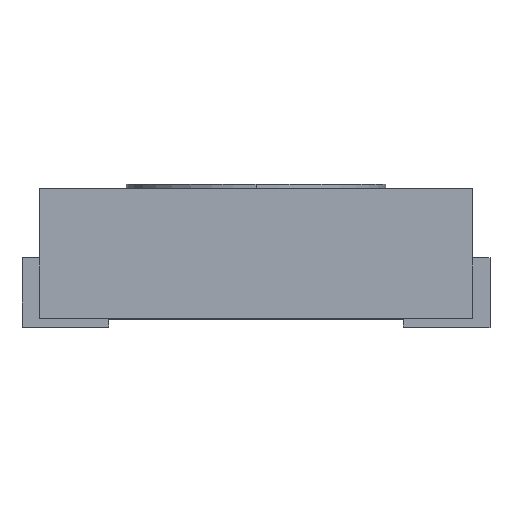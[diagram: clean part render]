
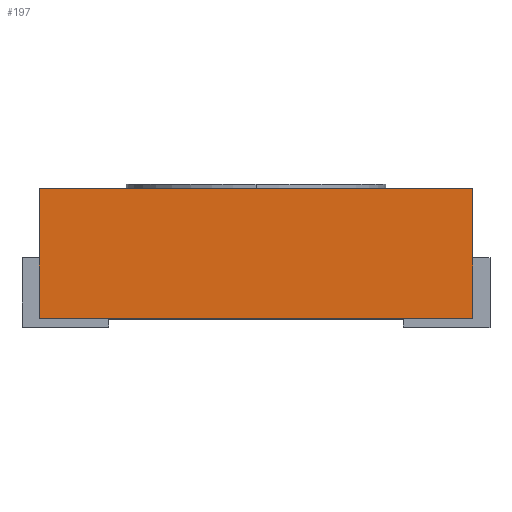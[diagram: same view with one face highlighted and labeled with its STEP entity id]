
A CAD part, top view. The second image highlights one B-rep face of the part: STEP entity #197.
In plain terms, the highlighted planar face has unit normal (0, 0, 1).
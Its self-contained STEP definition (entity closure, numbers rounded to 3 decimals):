
#37 = CARTESIAN_POINT ( 'NONE',  ( -59.822, 1.5, -11.832 ) ) ;
#63 = VERTEX_POINT ( 'NONE', #37 ) ;
#83 = CARTESIAN_POINT ( 'NONE',  ( -64.822, 1.5, -11.832 ) ) ;
#87 = CARTESIAN_POINT ( 'NONE',  ( -59.822, 1.5, -11.832 ) ) ;
#134 = LINE ( 'NONE', #87, #872 ) ;
#197 = ADVANCED_FACE ( 'NONE', ( #737 ), #520, .F. ) ;
#200 = CARTESIAN_POINT ( 'NONE',  ( -64.822, 0., -11.832 ) ) ;
#316 = VERTEX_POINT ( 'NONE', #1464 ) ;
#338 = LINE ( 'NONE', #1389, #980 ) ;
#348 = DIRECTION ( 'NONE',  ( 0., -1., 0. ) ) ;
#396 = ORIENTED_EDGE ( 'NONE', *, *, #1499, .T. ) ;
#450 = DIRECTION ( 'NONE',  ( 1., 0., 0. ) ) ;
#483 = VECTOR ( 'NONE', #1145, 1000. ) ;
#511 = ORIENTED_EDGE ( 'NONE', *, *, #832, .F. ) ;
#520 = PLANE ( 'NONE',  #713 ) ;
#535 = EDGE_LOOP ( 'NONE', ( #1076, #894, #511, #396 ) ) ;
#540 = DIRECTION ( 'NONE',  ( -1., 0., 0. ) ) ;
#613 = CARTESIAN_POINT ( 'NONE',  ( -64.822, 1.5, -11.832 ) ) ;
#652 = DIRECTION ( 'NONE',  ( 0., 0., -1. ) ) ;
#668 = DIRECTION ( 'NONE',  ( 0., -1., 0. ) ) ;
#713 = AXIS2_PLACEMENT_3D ( 'NONE', #1344, #652, #540 ) ;
#737 = FACE_OUTER_BOUND ( 'NONE', #535, .T. ) ;
#755 = EDGE_CURVE ( 'NONE', #63, #316, #134, .T. ) ;
#809 = EDGE_CURVE ( 'NONE', #1421, #316, #1474, .T. ) ;
#832 = EDGE_CURVE ( 'NONE', #998, #63, #913, .T. ) ;
#872 = VECTOR ( 'NONE', #668, 1000. ) ;
#894 = ORIENTED_EDGE ( 'NONE', *, *, #755, .F. ) ;
#913 = LINE ( 'NONE', #83, #483 ) ;
#980 = VECTOR ( 'NONE', #348, 1000. ) ;
#998 = VERTEX_POINT ( 'NONE', #613 ) ;
#1076 = ORIENTED_EDGE ( 'NONE', *, *, #809, .T. ) ;
#1145 = DIRECTION ( 'NONE',  ( 1., 0., 0. ) ) ;
#1171 = VECTOR ( 'NONE', #450, 1000. ) ;
#1240 = CARTESIAN_POINT ( 'NONE',  ( -64.822, 0., -11.832 ) ) ;
#1344 = CARTESIAN_POINT ( 'NONE',  ( -64.822, 1.5, -11.832 ) ) ;
#1389 = CARTESIAN_POINT ( 'NONE',  ( -64.822, 1.5, -11.832 ) ) ;
#1421 = VERTEX_POINT ( 'NONE', #200 ) ;
#1464 = CARTESIAN_POINT ( 'NONE',  ( -59.822, 0., -11.832 ) ) ;
#1474 = LINE ( 'NONE', #1240, #1171 ) ;
#1499 = EDGE_CURVE ( 'NONE', #998, #1421, #338, .T. ) ;
